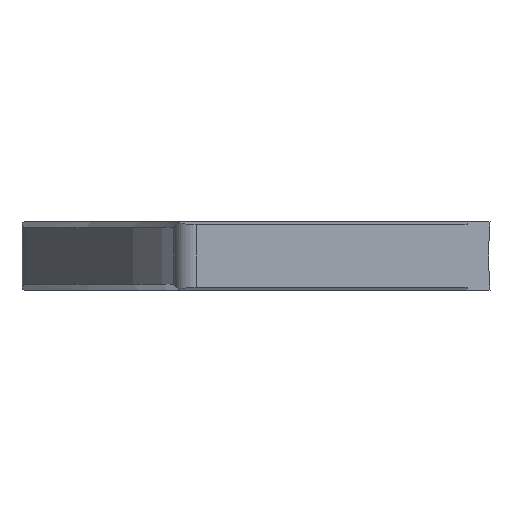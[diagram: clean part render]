
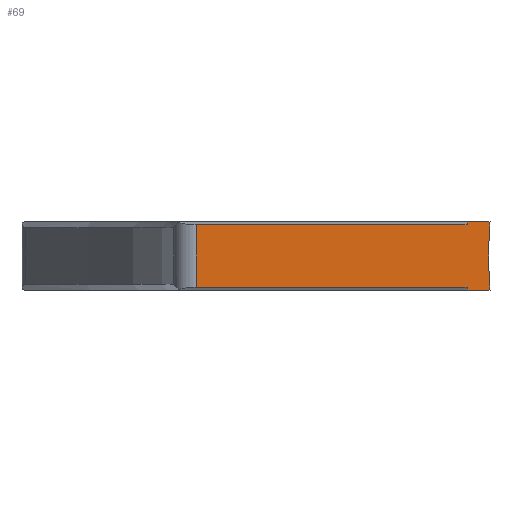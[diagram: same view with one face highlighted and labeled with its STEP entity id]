
A CAD part, front view. The second image highlights one B-rep face of the part: STEP entity #69.
In plain terms, the highlighted planar face has unit normal (0, -1, 0).
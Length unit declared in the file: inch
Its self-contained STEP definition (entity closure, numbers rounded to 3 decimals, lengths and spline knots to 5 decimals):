
#2 = EDGE_CURVE ( 'NONE', #713, #585, #118, .T. ) ;
#3 = DIRECTION ( 'NONE',  ( 1., 0., 0. ) ) ;
#10 = CARTESIAN_POINT ( 'NONE',  ( 5.11811, 0., -0.3745 ) ) ;
#42 = CARTESIAN_POINT ( 'NONE',  ( 6.85433, 0., 0. ) ) ;
#62 = ORIENTED_EDGE ( 'NONE', *, *, #356, .F. ) ;
#69 = ADVANCED_FACE ( 'NONE', ( #977 ), #406, .T. ) ;
#74 = CARTESIAN_POINT ( 'NONE',  ( 6.72811, 0., 0. ) ) ;
#116 = CARTESIAN_POINT ( 'NONE',  ( 4.2381, 0., -0.01575 ) ) ;
#118 = LINE ( 'NONE', #1017, #722 ) ;
#127 = CARTESIAN_POINT ( 'NONE',  ( 4.2381, 0., -0.35875 ) ) ;
#131 = ORIENTED_EDGE ( 'NONE', *, *, #324, .F. ) ;
#159 = CARTESIAN_POINT ( 'NONE',  ( 5.24162, 0., -0.35875 ) ) ;
#160 = EDGE_CURVE ( 'NONE', #592, #436, #991, .T. ) ;
#162 = CARTESIAN_POINT ( 'NONE',  ( 5.11811, 0., -0.3745 ) ) ;
#182 = DIRECTION ( 'NONE',  ( 1., 0., 0. ) ) ;
#198 = DIRECTION ( 'NONE',  ( 1., 0., 0. ) ) ;
#225 = VERTEX_POINT ( 'NONE', #1000 ) ;
#242 = ORIENTED_EDGE ( 'NONE', *, *, #706, .T. ) ;
#258 = CARTESIAN_POINT ( 'NONE',  ( 5.24162, 0., -0.01575 ) ) ;
#266 = CIRCLE ( 'NONE', #412, 2.5 ) ;
#285 = ORIENTED_EDGE ( 'NONE', *, *, #160, .F. ) ;
#295 = CARTESIAN_POINT ( 'NONE',  ( 6.72811, 0., -0.3745 ) ) ;
#296 = ORIENTED_EDGE ( 'NONE', *, *, #316, .F. ) ;
#299 = DIRECTION ( 'NONE',  ( 1., 0., 0. ) ) ;
#301 = VECTOR ( 'NONE', #198, 39.37008 ) ;
#316 = EDGE_CURVE ( 'NONE', #436, #995, #769, .T. ) ;
#324 = EDGE_CURVE ( 'NONE', #713, #862, #521, .T. ) ;
#330 = DIRECTION ( 'NONE',  ( 0., 0., -1. ) ) ;
#332 = EDGE_CURVE ( 'NONE', #862, #592, #715, .T. ) ;
#356 = EDGE_CURVE ( 'NONE', #947, #225, #393, .T. ) ;
#372 = VECTOR ( 'NONE', #299, 39.37008 ) ;
#393 = LINE ( 'NONE', #295, #895 ) ;
#403 = CARTESIAN_POINT ( 'NONE',  ( 6.84731, 0., -0.18725 ) ) ;
#406 = PLANE ( 'NONE',  #416 ) ;
#410 = VECTOR ( 'NONE', #3, 39.37008 ) ;
#412 = AXIS2_PLACEMENT_3D ( 'NONE', #455, #1047, #627 ) ;
#416 = AXIS2_PLACEMENT_3D ( 'NONE', #162, #573, #330 ) ;
#436 = VERTEX_POINT ( 'NONE', #42 ) ;
#455 = CARTESIAN_POINT ( 'NONE',  ( 9.34731, 0., -0.18725 ) ) ;
#512 = ORIENTED_EDGE ( 'NONE', *, *, #332, .F. ) ;
#521 = LINE ( 'NONE', #116, #301 ) ;
#540 = CARTESIAN_POINT ( 'NONE',  ( 6.72811, 0., -0.01575 ) ) ;
#543 = ORIENTED_EDGE ( 'NONE', *, *, #1041, .F. ) ;
#558 = EDGE_LOOP ( 'NONE', ( #131, #928, #965, #62, #242, #543, #296, #285, #512 ) ) ;
#563 = VERTEX_POINT ( 'NONE', #819 ) ;
#573 = DIRECTION ( 'NONE',  ( 0., -1., 0. ) ) ;
#585 = VERTEX_POINT ( 'NONE', #159 ) ;
#586 = VECTOR ( 'NONE', #885, 39.37008 ) ;
#592 = VERTEX_POINT ( 'NONE', #74 ) ;
#604 = VECTOR ( 'NONE', #684, 39.37008 ) ;
#627 = DIRECTION ( 'NONE',  ( 1., 0., 0. ) ) ;
#677 = DIRECTION ( 'NONE',  ( 0., -1., 0. ) ) ;
#684 = DIRECTION ( 'NONE',  ( 1., 0., 0. ) ) ;
#706 = EDGE_CURVE ( 'NONE', #947, #563, #930, .T. ) ;
#713 = VERTEX_POINT ( 'NONE', #258 ) ;
#715 = LINE ( 'NONE', #725, #586 ) ;
#722 = VECTOR ( 'NONE', #781, 39.37008 ) ;
#725 = CARTESIAN_POINT ( 'NONE',  ( 6.72811, 0., -0.3745 ) ) ;
#769 = CIRCLE ( 'NONE', #993, 2.5 ) ;
#781 = DIRECTION ( 'NONE',  ( 0., 0., -1. ) ) ;
#819 = CARTESIAN_POINT ( 'NONE',  ( 6.85433, 0., -0.3745 ) ) ;
#829 = EDGE_CURVE ( 'NONE', #585, #225, #1019, .T. ) ;
#862 = VERTEX_POINT ( 'NONE', #540 ) ;
#885 = DIRECTION ( 'NONE',  ( 0., 0., 1. ) ) ;
#888 = DIRECTION ( 'NONE',  ( 0., 0., 1. ) ) ;
#895 = VECTOR ( 'NONE', #888, 39.37008 ) ;
#928 = ORIENTED_EDGE ( 'NONE', *, *, #2, .T. ) ;
#930 = LINE ( 'NONE', #10, #604 ) ;
#947 = VERTEX_POINT ( 'NONE', #1067 ) ;
#965 = ORIENTED_EDGE ( 'NONE', *, *, #829, .T. ) ;
#977 = FACE_OUTER_BOUND ( 'NONE', #558, .T. ) ;
#991 = LINE ( 'NONE', #1069, #410 ) ;
#993 = AXIS2_PLACEMENT_3D ( 'NONE', #1016, #677, #182 ) ;
#995 = VERTEX_POINT ( 'NONE', #403 ) ;
#1000 = CARTESIAN_POINT ( 'NONE',  ( 6.72811, 0., -0.35875 ) ) ;
#1016 = CARTESIAN_POINT ( 'NONE',  ( 9.34731, 0., -0.18725 ) ) ;
#1017 = CARTESIAN_POINT ( 'NONE',  ( 5.24162, 0., -0.3435 ) ) ;
#1019 = LINE ( 'NONE', #127, #372 ) ;
#1041 = EDGE_CURVE ( 'NONE', #995, #563, #266, .T. ) ;
#1047 = DIRECTION ( 'NONE',  ( 0., -1., 0. ) ) ;
#1067 = CARTESIAN_POINT ( 'NONE',  ( 6.72811, 0., -0.3745 ) ) ;
#1069 = CARTESIAN_POINT ( 'NONE',  ( 5.11811, 0., 0. ) ) ;
